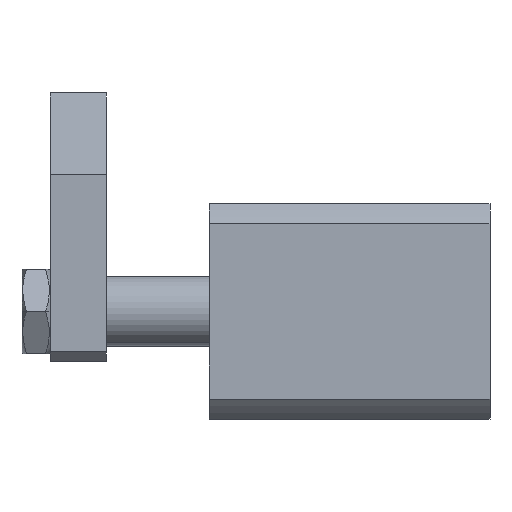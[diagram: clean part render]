
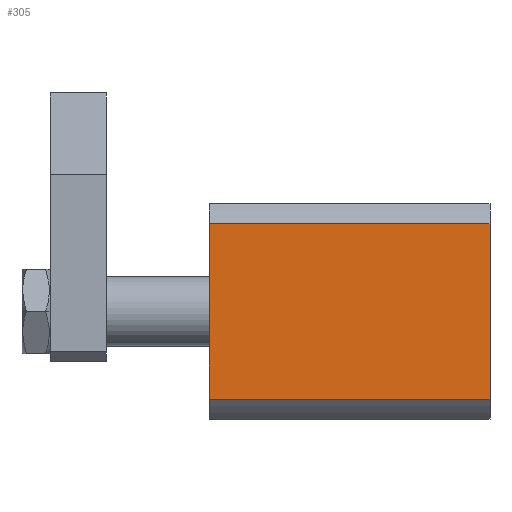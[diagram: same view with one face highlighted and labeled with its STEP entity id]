
A CAD part, left-side view. The second image highlights one B-rep face of the part: STEP entity #305.
In plain terms, the highlighted planar face has unit normal (-1, 0, 0).
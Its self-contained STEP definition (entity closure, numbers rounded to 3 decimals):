
#28 = EDGE_LOOP ( 'NONE', ( #44, #46, #58, #59 ) ) ;
#44 = ORIENTED_EDGE ( 'NONE', *, *, #5602, .F. ) ;
#46 = ORIENTED_EDGE ( 'NONE', *, *, #5623, .T. ) ;
#58 = ORIENTED_EDGE ( 'NONE', *, *, #5601, .F. ) ;
#59 = ORIENTED_EDGE ( 'NONE', *, *, #5600, .F. ) ;
#305 = ADVANCED_FACE ( 'NONE', ( #1259 ), #912, .F. ) ;
#907 = DIRECTION ( 'NONE',  ( 0., 0., -1. ) ) ;
#908 = DIRECTION ( 'NONE',  ( 1., 0., 0. ) ) ;
#912 = PLANE ( 'NONE',  #4681 ) ;
#923 = CARTESIAN_POINT ( 'NONE',  ( -34.5, 90., 34.5 ) ) ;
#1227 = LINE ( 'NONE', #3131, #2524 ) ;
#1259 = FACE_OUTER_BOUND ( 'NONE', #28, .T. ) ;
#1476 = CARTESIAN_POINT ( 'NONE',  ( -34.5, 0., 28.107 ) ) ;
#1508 = CARTESIAN_POINT ( 'NONE',  ( -34.5, 90., 28.107 ) ) ;
#1537 = CARTESIAN_POINT ( 'NONE',  ( -34.5, 90., -28.107 ) ) ;
#1562 = CARTESIAN_POINT ( 'NONE',  ( -34.5, 0., -28.107 ) ) ;
#2524 = VECTOR ( 'NONE', #3141, 1000. ) ;
#3131 = CARTESIAN_POINT ( 'NONE',  ( -34.5, 90., 34.5 ) ) ;
#3141 = DIRECTION ( 'NONE',  ( 0., 0., 1. ) ) ;
#3142 = CARTESIAN_POINT ( 'NONE',  ( -34.5, 0., 28.107 ) ) ;
#3143 = DIRECTION ( 'NONE',  ( 0., -1., 0. ) ) ;
#3144 = CARTESIAN_POINT ( 'NONE',  ( -34.5, 0., -28.107 ) ) ;
#3146 = DIRECTION ( 'NONE',  ( 0., 1., 0. ) ) ;
#3246 = DIRECTION ( 'NONE',  ( 0., 0., 1. ) ) ;
#3247 = CARTESIAN_POINT ( 'NONE',  ( -34.5, 0., 34.5 ) ) ;
#4681 = AXIS2_PLACEMENT_3D ( 'NONE', #923, #908, #907 ) ;
#4783 = LINE ( 'NONE', #3142, #4784 ) ;
#4784 = VECTOR ( 'NONE', #3143, 1000. ) ;
#4786 = LINE ( 'NONE', #3144, #4787 ) ;
#4787 = VECTOR ( 'NONE', #3146, 1000. ) ;
#4813 = LINE ( 'NONE', #3247, #4817 ) ;
#4817 = VECTOR ( 'NONE', #3246, 1000. ) ;
#5102 = VERTEX_POINT ( 'NONE', #1562 ) ;
#5125 = VERTEX_POINT ( 'NONE', #1537 ) ;
#5149 = VERTEX_POINT ( 'NONE', #1508 ) ;
#5170 = VERTEX_POINT ( 'NONE', #1476 ) ;
#5600 = EDGE_CURVE ( 'NONE', #5125, #5149, #1227, .T. ) ;
#5601 = EDGE_CURVE ( 'NONE', #5149, #5170, #4783, .T. ) ;
#5602 = EDGE_CURVE ( 'NONE', #5102, #5125, #4786, .T. ) ;
#5623 = EDGE_CURVE ( 'NONE', #5102, #5170, #4813, .T. ) ;
